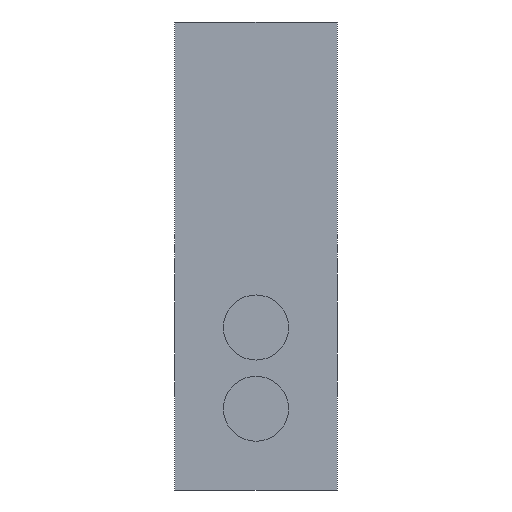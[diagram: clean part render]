
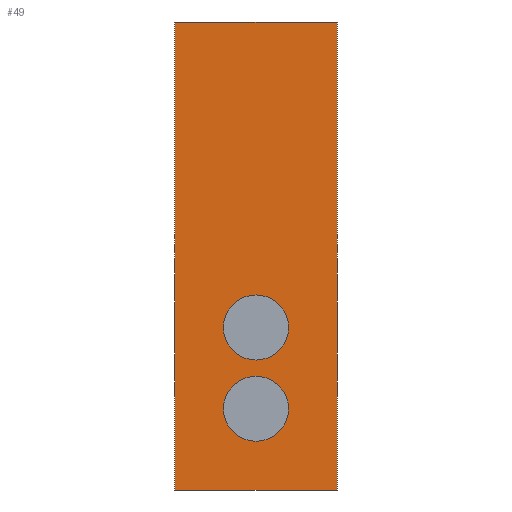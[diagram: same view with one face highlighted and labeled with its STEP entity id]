
A CAD part, front view. The second image highlights one B-rep face of the part: STEP entity #49.
In plain terms, the highlighted planar face has unit normal (0, -1, 0).
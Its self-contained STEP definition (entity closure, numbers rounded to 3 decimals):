
#49=ADVANCED_FACE('',(#99,#100,#101),#65,.T.);
#65=PLANE('',#262);
#73=LINE('',#361,#85);
#81=LINE('',#377,#93);
#82=LINE('',#383,#94);
#83=LINE('',#384,#95);
#85=VECTOR('',#290,1.);
#93=VECTOR('',#302,1.);
#94=VECTOR('',#309,1.);
#95=VECTOR('',#310,1.);
#99=FACE_BOUND('',#125,.T.);
#100=FACE_BOUND('',#126,.T.);
#101=FACE_BOUND('',#127,.T.);
#125=EDGE_LOOP('',(#164));
#126=EDGE_LOOP('',(#165));
#127=EDGE_LOOP('',(#166,#167,#168,#169));
#164=ORIENTED_EDGE('',*,*,#230,.T.);
#165=ORIENTED_EDGE('',*,*,#231,.T.);
#166=ORIENTED_EDGE('',*,*,#232,.F.);
#167=ORIENTED_EDGE('',*,*,#229,.F.);
#168=ORIENTED_EDGE('',*,*,#233,.T.);
#169=ORIENTED_EDGE('',*,*,#221,.T.);
#200=VERTEX_POINT('',#359);
#202=VERTEX_POINT('',#362);
#206=VERTEX_POINT('',#374);
#207=VERTEX_POINT('',#376);
#208=VERTEX_POINT('',#380);
#209=VERTEX_POINT('',#382);
#221=EDGE_CURVE('',#202,#200,#73,.T.);
#229=EDGE_CURVE('',#207,#206,#81,.T.);
#230=EDGE_CURVE('',#208,#208,#244,.T.);
#231=EDGE_CURVE('',#209,#209,#245,.T.);
#232=EDGE_CURVE('',#206,#200,#82,.T.);
#233=EDGE_CURVE('',#207,#202,#83,.T.);
#244=CIRCLE('',#260,0.5);
#245=CIRCLE('',#261,0.5);
#260=AXIS2_PLACEMENT_3D('',#379,#305,#306);
#261=AXIS2_PLACEMENT_3D('',#381,#307,#308);
#262=AXIS2_PLACEMENT_3D('',#385,#311,#312);
#290=DIRECTION('',(-1.,0.,0.));
#302=DIRECTION('',(-1.,0.,0.));
#305=DIRECTION('',(0.,1.,0.));
#306=DIRECTION('',(0.,0.,1.));
#307=DIRECTION('',(0.,1.,0.));
#308=DIRECTION('',(0.,0.,1.));
#309=DIRECTION('',(0.,0.,1.));
#310=DIRECTION('',(0.,0.,1.));
#311=DIRECTION('',(0.,-1.,0.));
#312=DIRECTION('',(0.,0.,-1.));
#359=CARTESIAN_POINT('',(0.,0.,7.2));
#361=CARTESIAN_POINT('',(2.5,0.,7.2));
#362=CARTESIAN_POINT('',(2.5,0.,7.2));
#374=CARTESIAN_POINT('',(0.,0.,0.));
#376=CARTESIAN_POINT('',(2.5,0.,0.));
#377=CARTESIAN_POINT('',(2.5,0.,0.));
#379=CARTESIAN_POINT('',(1.25,0.,1.25));
#380=CARTESIAN_POINT('',(1.25,0.,1.75));
#381=CARTESIAN_POINT('',(1.25,0.,2.5));
#382=CARTESIAN_POINT('',(1.25,0.,3.));
#383=CARTESIAN_POINT('',(0.,0.,0.));
#384=CARTESIAN_POINT('',(2.5,0.,0.));
#385=CARTESIAN_POINT('',(2.5,0.,0.));
